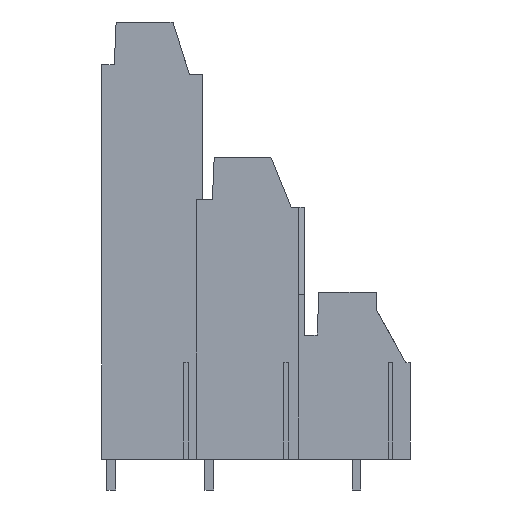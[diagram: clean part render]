
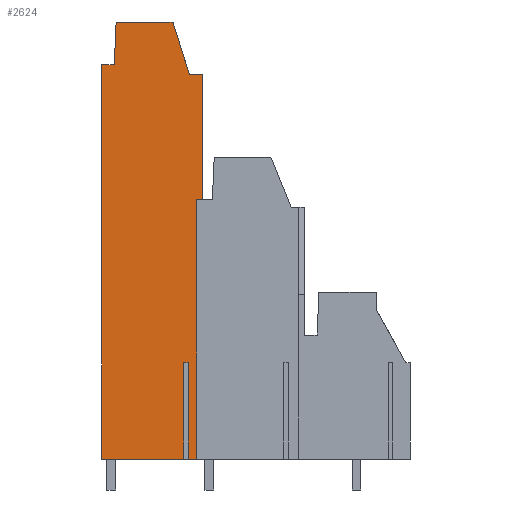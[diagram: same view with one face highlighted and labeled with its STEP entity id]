
A CAD part, left-side view. The second image highlights one B-rep face of the part: STEP entity #2624.
In plain terms, the highlighted planar face has unit normal (-1, 0, 0).
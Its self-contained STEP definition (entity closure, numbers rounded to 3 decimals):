
#2540=AXIS2_PLACEMENT_3D('Plane Axis2P3D',#2537,#2538,#2539) ;
#1632=CARTESIAN_POINT('Vertex',(2.54,22.131,3.2)) ;
#1635=CARTESIAN_POINT('Line Origine',(2.54,22.578,3.2)) ;
#1639=CARTESIAN_POINT('Vertex',(2.54,23.025,3.2)) ;
#1688=CARTESIAN_POINT('Vertex',(2.54,23.475,3.2)) ;
#1691=CARTESIAN_POINT('Line Origine',(2.54,27.738,3.2)) ;
#1695=CARTESIAN_POINT('Vertex',(2.54,32.,3.2)) ;
#2494=CARTESIAN_POINT('Vertex',(2.54,23.025,13.2)) ;
#2497=CARTESIAN_POINT('Line Origine',(2.54,23.25,13.2)) ;
#2501=CARTESIAN_POINT('Vertex',(2.54,23.475,13.2)) ;
#2525=CARTESIAN_POINT('Line Origine',(2.54,23.025,8.2)) ;
#2537=CARTESIAN_POINT('Axis2P3D Location',(2.54,21.84,31.2)) ;
#2542=CARTESIAN_POINT('Line Origine',(2.54,22.131,16.625)) ;
#2546=CARTESIAN_POINT('Vertex',(2.54,22.131,30.05)) ;
#2549=CARTESIAN_POINT('Line Origine',(2.54,21.811,30.05)) ;
#2553=CARTESIAN_POINT('Vertex',(2.54,21.49,30.05)) ;
#2556=CARTESIAN_POINT('Line Origine',(2.54,21.49,36.525)) ;
#2560=CARTESIAN_POINT('Vertex',(2.54,21.49,43.)) ;
#2563=CARTESIAN_POINT('Line Origine',(2.54,22.194,43.)) ;
#2567=CARTESIAN_POINT('Vertex',(2.54,22.898,43.)) ;
#2570=CARTESIAN_POINT('Line Origine',(2.54,23.745,45.735)) ;
#2574=CARTESIAN_POINT('Vertex',(2.54,24.592,48.47)) ;
#2577=CARTESIAN_POINT('Line Origine',(2.54,27.54,48.47)) ;
#2581=CARTESIAN_POINT('Vertex',(2.54,30.488,48.47)) ;
#2584=CARTESIAN_POINT('Line Origine',(2.54,30.584,46.26)) ;
#2588=CARTESIAN_POINT('Vertex',(2.54,30.681,44.05)) ;
#2591=CARTESIAN_POINT('Line Origine',(2.54,31.34,44.05)) ;
#2595=CARTESIAN_POINT('Vertex',(2.54,32.,44.05)) ;
#2598=CARTESIAN_POINT('Line Origine',(2.54,32.,23.625)) ;
#2603=CARTESIAN_POINT('Line Origine',(2.54,23.475,8.2)) ;
#1636=DIRECTION('Vector Direction',(0.,1.,0.)) ;
#1692=DIRECTION('Vector Direction',(0.,1.,0.)) ;
#2498=DIRECTION('Vector Direction',(0.,-1.,0.)) ;
#2526=DIRECTION('Vector Direction',(0.,0.,1.)) ;
#2538=DIRECTION('Axis2P3D Direction',(1.,0.,0.)) ;
#2539=DIRECTION('Axis2P3D XDirection',(0.,1.,0.)) ;
#2543=DIRECTION('Vector Direction',(0.,0.,-1.)) ;
#2550=DIRECTION('Vector Direction',(0.,1.,0.)) ;
#2557=DIRECTION('Vector Direction',(0.,0.,1.)) ;
#2564=DIRECTION('Vector Direction',(0.,-1.,0.)) ;
#2571=DIRECTION('Vector Direction',(0.,-0.296,-0.955)) ;
#2578=DIRECTION('Vector Direction',(0.,1.,0.)) ;
#2585=DIRECTION('Vector Direction',(0.,-0.044,0.999)) ;
#2592=DIRECTION('Vector Direction',(0.,-1.,0.)) ;
#2599=DIRECTION('Vector Direction',(0.,0.,1.)) ;
#2604=DIRECTION('Vector Direction',(0.,0.,1.)) ;
#1637=VECTOR('Line Direction',#1636,1.) ;
#1693=VECTOR('Line Direction',#1692,1.) ;
#2499=VECTOR('Line Direction',#2498,1.) ;
#2527=VECTOR('Line Direction',#2526,1.) ;
#2544=VECTOR('Line Direction',#2543,1.) ;
#2551=VECTOR('Line Direction',#2550,1.) ;
#2558=VECTOR('Line Direction',#2557,1.) ;
#2565=VECTOR('Line Direction',#2564,1.) ;
#2572=VECTOR('Line Direction',#2571,1.) ;
#2579=VECTOR('Line Direction',#2578,1.) ;
#2586=VECTOR('Line Direction',#2585,1.) ;
#2593=VECTOR('Line Direction',#2592,1.) ;
#2600=VECTOR('Line Direction',#2599,1.) ;
#2605=VECTOR('Line Direction',#2604,1.) ;
#2609=ORIENTED_EDGE('',*,*,#2548,.F.) ;
#2610=ORIENTED_EDGE('',*,*,#2555,.F.) ;
#2611=ORIENTED_EDGE('',*,*,#2562,.T.) ;
#2612=ORIENTED_EDGE('',*,*,#2569,.F.) ;
#2613=ORIENTED_EDGE('',*,*,#2576,.F.) ;
#2614=ORIENTED_EDGE('',*,*,#2583,.T.) ;
#2615=ORIENTED_EDGE('',*,*,#2590,.F.) ;
#2616=ORIENTED_EDGE('',*,*,#2597,.F.) ;
#2617=ORIENTED_EDGE('',*,*,#2602,.F.) ;
#2618=ORIENTED_EDGE('',*,*,#1697,.F.) ;
#2619=ORIENTED_EDGE('',*,*,#2607,.T.) ;
#2620=ORIENTED_EDGE('',*,*,#2503,.T.) ;
#2621=ORIENTED_EDGE('',*,*,#2529,.F.) ;
#2622=ORIENTED_EDGE('',*,*,#1641,.F.) ;
#2624=ADVANCED_FACE('housing',(#2623),#2541,.F.) ;
#1641=EDGE_CURVE('',#1633,#1640,#1638,.T.) ;
#1697=EDGE_CURVE('',#1689,#1696,#1694,.T.) ;
#2503=EDGE_CURVE('',#2502,#2495,#2500,.T.) ;
#2529=EDGE_CURVE('',#1640,#2495,#2528,.T.) ;
#2548=EDGE_CURVE('',#2547,#1633,#2545,.T.) ;
#2555=EDGE_CURVE('',#2554,#2547,#2552,.T.) ;
#2562=EDGE_CURVE('',#2554,#2561,#2559,.T.) ;
#2569=EDGE_CURVE('',#2568,#2561,#2566,.T.) ;
#2576=EDGE_CURVE('',#2575,#2568,#2573,.T.) ;
#2583=EDGE_CURVE('',#2575,#2582,#2580,.T.) ;
#2590=EDGE_CURVE('',#2589,#2582,#2587,.T.) ;
#2597=EDGE_CURVE('',#2596,#2589,#2594,.T.) ;
#2602=EDGE_CURVE('',#1696,#2596,#2601,.T.) ;
#2607=EDGE_CURVE('',#1689,#2502,#2606,.T.) ;
#2608=EDGE_LOOP('',(#2609,#2610,#2611,#2612,#2613,#2614,#2615,#2616,#2617,#2618,#2619,#2620,#2621,#2622)) ;
#2623=FACE_OUTER_BOUND('',#2608,.T.) ;
#1638=LINE('Line',#1635,#1637) ;
#1694=LINE('Line',#1691,#1693) ;
#2500=LINE('Line',#2497,#2499) ;
#2528=LINE('Line',#2525,#2527) ;
#2545=LINE('Line',#2542,#2544) ;
#2552=LINE('Line',#2549,#2551) ;
#2559=LINE('Line',#2556,#2558) ;
#2566=LINE('Line',#2563,#2565) ;
#2573=LINE('Line',#2570,#2572) ;
#2580=LINE('Line',#2577,#2579) ;
#2587=LINE('Line',#2584,#2586) ;
#2594=LINE('Line',#2591,#2593) ;
#2601=LINE('Line',#2598,#2600) ;
#2606=LINE('Line',#2603,#2605) ;
#2541=PLANE('',#2540) ;
#1633=VERTEX_POINT('',#1632) ;
#1640=VERTEX_POINT('',#1639) ;
#1689=VERTEX_POINT('',#1688) ;
#1696=VERTEX_POINT('',#1695) ;
#2495=VERTEX_POINT('',#2494) ;
#2502=VERTEX_POINT('',#2501) ;
#2547=VERTEX_POINT('',#2546) ;
#2554=VERTEX_POINT('',#2553) ;
#2561=VERTEX_POINT('',#2560) ;
#2568=VERTEX_POINT('',#2567) ;
#2575=VERTEX_POINT('',#2574) ;
#2582=VERTEX_POINT('',#2581) ;
#2589=VERTEX_POINT('',#2588) ;
#2596=VERTEX_POINT('',#2595) ;
